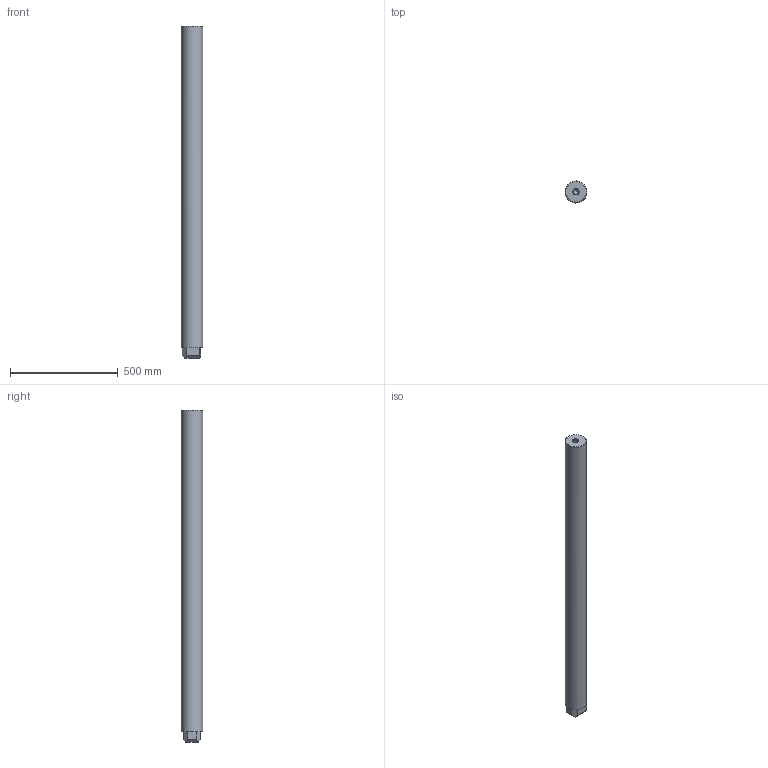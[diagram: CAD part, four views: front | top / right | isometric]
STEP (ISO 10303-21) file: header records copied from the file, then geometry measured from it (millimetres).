
FILE_DESCRIPTION(/* description */ ('3-D model version:1'),/* implementation_level */ '2;1');
FILE_NAME(/* name */ 'CU-3C1001500-C4',/* time_stamp */ '2015-11-12T09:53:00+01:00',/* author */ ('InteractiveCad'),/* organization */ ('AB Sandvik Coromant'),/* preprocessor_version */ 'ST-DEVELOPER v15',/* originating_system */ 'SIEMENS PLM Software NX 8.5',/* authorisation */ '');
FILE_SCHEMA (('AP203_CONFIGURATION_CONTROLLED_3D_DESIGN_OF_MECHANICAL_PARTS_AND_ASSEMBLIES_MIM_LF { 1 0 10303 403 2 1 2}'));
Length unit declared in the file: millimetre
Products named in the file (1): CU_3C1001500_C4_SIM
Bounding box: 100 x 100 x 1544 mm (x, y, z)
Volume: 12000778.3 mm3; surface area: 503816.1 mm2
Topology: 1 solids, 1 shells, 39 faces, 92 edges, 59 vertices
Faces by surface type: plane 21, cone 11, cylinder 7
Full cylindrical faces by diameter (mm): 2.5 x1, 24.5 x1, 27 x1, 40 x1, 100 x1
Entity records: 1179 total; most frequent: CARTESIAN_POINT 229, DIRECTION 187, ORIENTED_EDGE 154, EDGE_CURVE 77, AXIS2_PLACEMENT_3D 71, VERTEX_POINT 55, EDGE_LOOP 53, LINE 45
